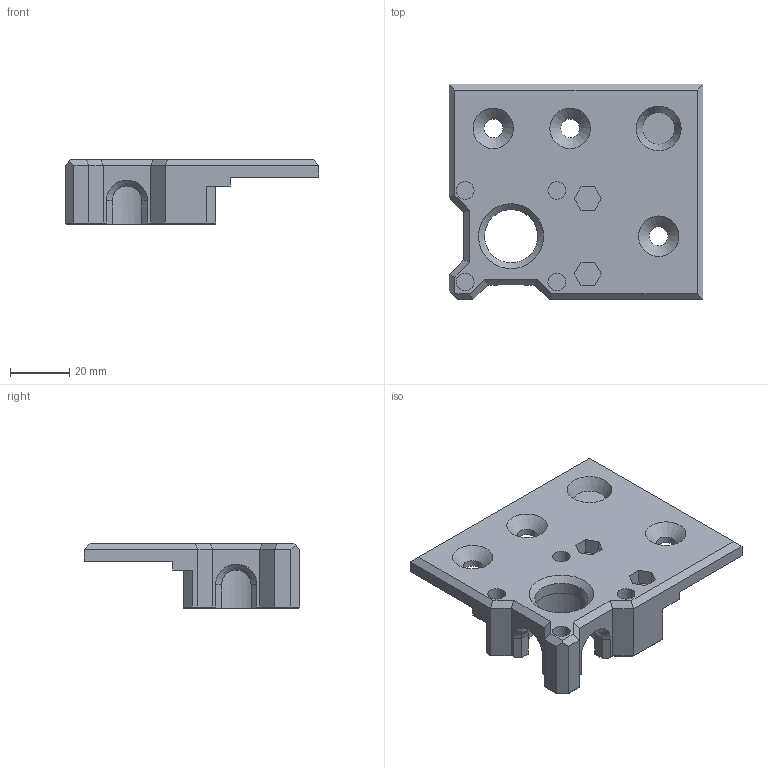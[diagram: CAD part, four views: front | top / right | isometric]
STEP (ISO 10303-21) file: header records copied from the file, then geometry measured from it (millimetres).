
FILE_DESCRIPTION(/* description */ ('STEP AP214'),/* implementation_level */ '2;1');
FILE_NAME(/* name */ '603a472183511015a261efde',/* time_stamp */ '2021-02-27T13:20:34+00:00',/* author */ (''),/* organization */ (''),/* preprocessor_version */ 'ST-DEVELOPER v18.1',/* originating_system */ ' ',/* authorisation */ ' ');
FILE_SCHEMA (('AUTOMOTIVE_DESIGN {1 0 10303 214 3 1 1}'));
Length unit declared in the file: metre
Products named in the file (1): xy_motor_cage_top_right
Bounding box: 86 x 73 x 22 mm (x, y, z)
Volume: 49318.1 mm3; surface area: 19182.4 mm2
Topology: 1 solids, 1 shells, 134 faces, 327 edges, 209 vertices
Faces by surface type: plane 98, cylinder 20, bspline 9, cone 7
Full cylindrical faces by diameter (mm): 3.1 x4, 5.1 x2, 6 x4, 6.4 x3, 18 x1, 24 x1
Entity records: 3803 total; most frequent: CARTESIAN_POINT 754, ORIENTED_EDGE 602, DIRECTION 581, EDGE_CURVE 301, LINE 233, VECTOR 233, VERTEX_POINT 203, EDGE_LOOP 176
